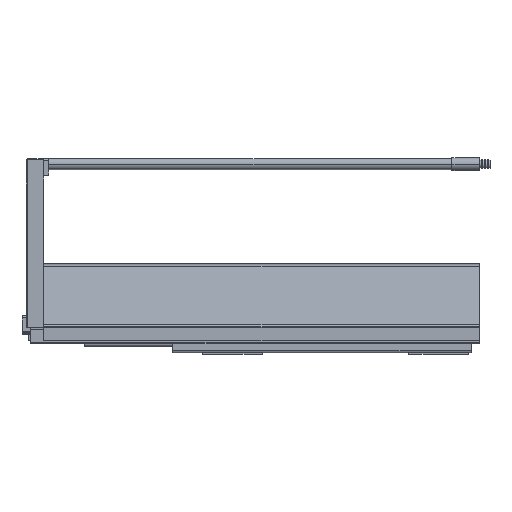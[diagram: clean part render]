
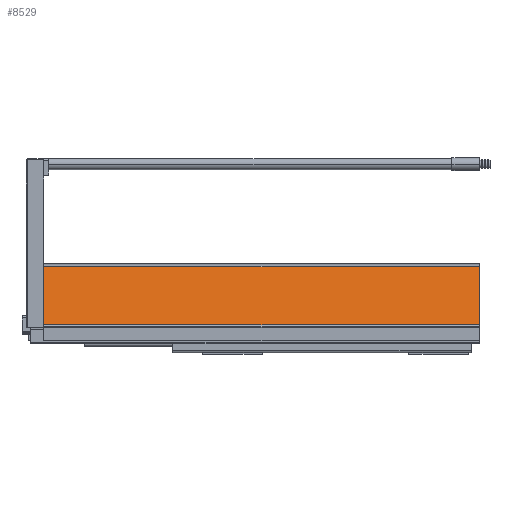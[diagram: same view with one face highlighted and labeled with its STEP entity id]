
A CAD part, top view. The second image highlights one B-rep face of the part: STEP entity #8529.
In plain terms, the highlighted planar face has unit normal (0, 0.208, 0.978).
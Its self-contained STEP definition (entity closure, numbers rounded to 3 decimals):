
#143 = VECTOR ( 'NONE', #6610, 1000. ) ;
#512 = CARTESIAN_POINT ( 'NONE',  ( 0., 80.422, 21.003 ) ) ;
#1065 = VERTEX_POINT ( 'NONE', #4379 ) ;
#1517 = VERTEX_POINT ( 'NONE', #8533 ) ;
#1522 = PLANE ( 'NONE',  #7615 ) ;
#1591 = DIRECTION ( 'NONE',  ( 0., -0.978, 0.208 ) ) ;
#2196 = ORIENTED_EDGE ( 'NONE', *, *, #10698, .F. ) ;
#2700 = DIRECTION ( 'NONE',  ( 1., 0., 0. ) ) ;
#2890 = VECTOR ( 'NONE', #10515, 1000. ) ;
#3590 = EDGE_CURVE ( 'NONE', #7784, #6154, #5856, .T. ) ;
#4379 = CARTESIAN_POINT ( 'NONE',  ( 0., 17.084, 34.466 ) ) ;
#4565 = LINE ( 'NONE', #6495, #7424 ) ;
#5724 = EDGE_CURVE ( 'NONE', #1517, #1065, #7578, .T. ) ;
#5856 = LINE ( 'NONE', #10759, #8570 ) ;
#6154 = VERTEX_POINT ( 'NONE', #10713 ) ;
#6495 = CARTESIAN_POINT ( 'NONE',  ( -475.5, 80.422, 21.003 ) ) ;
#6576 = LINE ( 'NONE', #512, #2890 ) ;
#6610 = DIRECTION ( 'NONE',  ( 1., 0., 0. ) ) ;
#6739 = CARTESIAN_POINT ( 'NONE',  ( 0., 17.084, 34.466 ) ) ;
#6993 = ORIENTED_EDGE ( 'NONE', *, *, #8567, .T. ) ;
#7424 = VECTOR ( 'NONE', #1591, 1000. ) ;
#7469 = DIRECTION ( 'NONE',  ( 0., -0.978, 0.208 ) ) ;
#7578 = LINE ( 'NONE', #6739, #143 ) ;
#7615 = AXIS2_PLACEMENT_3D ( 'NONE', #11398, #9413, #7469 ) ;
#7784 = VERTEX_POINT ( 'NONE', #9811 ) ;
#8529 = ADVANCED_FACE ( 'NONE', ( #10435 ), #1522, .T. ) ;
#8533 = CARTESIAN_POINT ( 'NONE',  ( -475.5, 17.084, 34.466 ) ) ;
#8567 = EDGE_CURVE ( 'NONE', #7784, #1517, #4565, .T. ) ;
#8570 = VECTOR ( 'NONE', #2700, 1000. ) ;
#9413 = DIRECTION ( 'NONE',  ( 0., 0.208, 0.978 ) ) ;
#9811 = CARTESIAN_POINT ( 'NONE',  ( -475.5, 80.422, 21.003 ) ) ;
#10372 = ORIENTED_EDGE ( 'NONE', *, *, #3590, .F. ) ;
#10435 = FACE_OUTER_BOUND ( 'NONE', #12247, .T. ) ;
#10515 = DIRECTION ( 'NONE',  ( 0., -0.978, 0.208 ) ) ;
#10698 = EDGE_CURVE ( 'NONE', #6154, #1065, #6576, .T. ) ;
#10713 = CARTESIAN_POINT ( 'NONE',  ( 0., 80.422, 21.003 ) ) ;
#10759 = CARTESIAN_POINT ( 'NONE',  ( -492., 80.422, 21.003 ) ) ;
#11398 = CARTESIAN_POINT ( 'NONE',  ( -492., 80.422, 21.003 ) ) ;
#11445 = ORIENTED_EDGE ( 'NONE', *, *, #5724, .T. ) ;
#12247 = EDGE_LOOP ( 'NONE', ( #10372, #6993, #11445, #2196 ) ) ;
